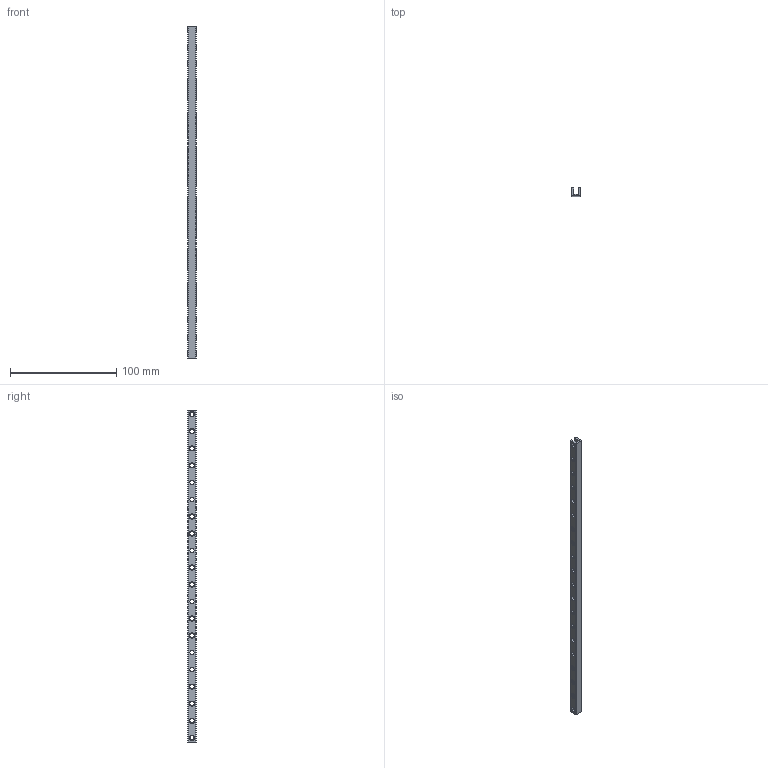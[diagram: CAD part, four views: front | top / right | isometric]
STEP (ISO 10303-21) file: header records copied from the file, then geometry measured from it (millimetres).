
FILE_DESCRIPTION (( 'STEP AP214' ), '1' );
FILE_NAME ('Beam0808-312µ¥¿×Áº.STEP', '2016-10-27T07:05:12', ( 'dell' ), ( '' ), 'SwSTEP 2.0', 'SolidWorks 2013', '' );
FILE_SCHEMA (( 'AUTOMOTIVE_DESIGN' ));
Length unit declared in the file: millimetre
Products named in the file (1): Beam0808-312等謂褽
Bounding box: 8 x 8 x 312 mm (x, y, z)
Volume: 10972.9 mm3; surface area: 13600.5 mm2
Topology: 1 solids, 1 shells, 154 faces, 456 edges, 304 vertices
Faces by surface type: cylinder 88, cone 56, plane 10
Entity records: 5522 total; most frequent: DIRECTION 1054, CARTESIAN_POINT 915, ORIENTED_EDGE 912, EDGE_CURVE 456, AXIS2_PLACEMENT_3D 443, VERTEX_POINT 304, CIRCLE 288, EDGE_LOOP 234
